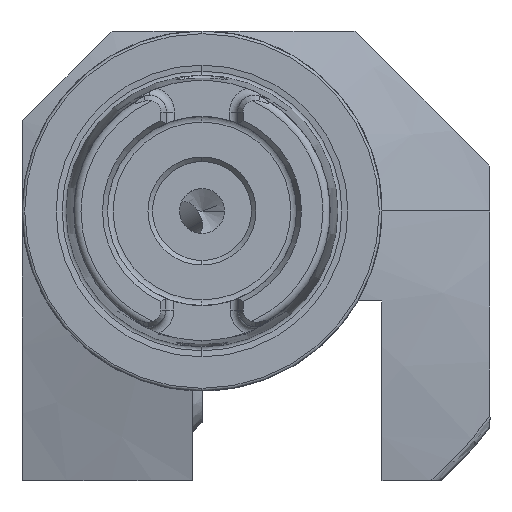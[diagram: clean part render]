
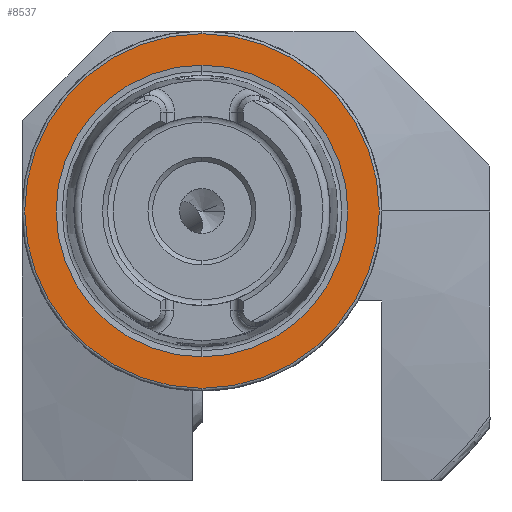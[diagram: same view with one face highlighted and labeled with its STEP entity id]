
A CAD part, left-side view. The second image highlights one B-rep face of the part: STEP entity #8537.
In plain terms, the highlighted planar face has unit normal (-1, 0, 0).
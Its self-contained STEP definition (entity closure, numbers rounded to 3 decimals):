
#98 = AXIS2_PLACEMENT_3D ( 'NONE', #6833, #7413, #7437 ) ;
#104 = AXIS2_PLACEMENT_3D ( 'NONE', #7399, #7398, #7401 ) ;
#128 = AXIS2_PLACEMENT_3D ( 'NONE', #7084, #7085, #7019 ) ;
#136 = AXIS2_PLACEMENT_3D ( 'NONE', #7101, #7102, #7103 ) ;
#1151 = FACE_OUTER_BOUND ( 'NONE', #4559, .T. ) ;
#1155 = FACE_BOUND ( 'NONE', #4510, .T. ) ;
#3719 = CARTESIAN_POINT ( 'NONE',  ( 0., 19.7, 0. ) ) ;
#3727 = PLANE ( 'NONE',  #4200 ) ;
#3729 = DIRECTION ( 'NONE',  ( 1., 0., 0. ) ) ;
#3730 = DIRECTION ( 'NONE',  ( 0., 0., -1. ) ) ;
#3818 = CARTESIAN_POINT ( 'NONE',  ( 0., 0., 19.7 ) ) ;
#3872 = CARTESIAN_POINT ( 'NONE',  ( 0., 0., 16.207 ) ) ;
#3898 = CARTESIAN_POINT ( 'NONE',  ( 0., 0., -19.7 ) ) ;
#3967 = CARTESIAN_POINT ( 'NONE',  ( 0., 0., -16.207 ) ) ;
#4200 = AXIS2_PLACEMENT_3D ( 'NONE', #3719, #3729, #3730 ) ;
#4510 = EDGE_LOOP ( 'NONE', ( #5713, #5693 ) ) ;
#4559 = EDGE_LOOP ( 'NONE', ( #5614, #5680 ) ) ;
#5614 = ORIENTED_EDGE ( 'NONE', *, *, #7786, .T. ) ;
#5680 = ORIENTED_EDGE ( 'NONE', *, *, #7898, .T. ) ;
#5693 = ORIENTED_EDGE ( 'NONE', *, *, #7795, .F. ) ;
#5713 = ORIENTED_EDGE ( 'NONE', *, *, #7875, .F. ) ;
#6833 = CARTESIAN_POINT ( 'NONE',  ( 0., 0., 0. ) ) ;
#7019 = DIRECTION ( 'NONE',  ( 0., 0., 1. ) ) ;
#7084 = CARTESIAN_POINT ( 'NONE',  ( 0., 0., 0. ) ) ;
#7085 = DIRECTION ( 'NONE',  ( -1., 0., 0. ) ) ;
#7101 = CARTESIAN_POINT ( 'NONE',  ( 0., 0., 0. ) ) ;
#7102 = DIRECTION ( 'NONE',  ( -1., 0., 0. ) ) ;
#7103 = DIRECTION ( 'NONE',  ( 0., 0., 1. ) ) ;
#7398 = DIRECTION ( 'NONE',  ( -1., 0., 0. ) ) ;
#7399 = CARTESIAN_POINT ( 'NONE',  ( 0., 0., 0. ) ) ;
#7401 = DIRECTION ( 'NONE',  ( 0., 0., 1. ) ) ;
#7413 = DIRECTION ( 'NONE',  ( -1., 0., 0. ) ) ;
#7437 = DIRECTION ( 'NONE',  ( 0., 0., 1. ) ) ;
#7786 = EDGE_CURVE ( 'NONE', #8989, #9069, #9560, .T. ) ;
#7795 = EDGE_CURVE ( 'NONE', #9138, #9043, #9572, .T. ) ;
#7875 = EDGE_CURVE ( 'NONE', #9043, #9138, #9677, .T. ) ;
#7898 = EDGE_CURVE ( 'NONE', #9069, #8989, #9704, .T. ) ;
#8537 = ADVANCED_FACE ( 'NONE', ( #1155, #1151 ), #3727, .F. ) ;
#8989 = VERTEX_POINT ( 'NONE', #3818 ) ;
#9043 = VERTEX_POINT ( 'NONE', #3872 ) ;
#9069 = VERTEX_POINT ( 'NONE', #3898 ) ;
#9138 = VERTEX_POINT ( 'NONE', #3967 ) ;
#9560 = CIRCLE ( 'NONE', #98, 19.7 ) ;
#9572 = CIRCLE ( 'NONE', #104, 16.207 ) ;
#9677 = CIRCLE ( 'NONE', #128, 16.207 ) ;
#9704 = CIRCLE ( 'NONE', #136, 19.7 ) ;
